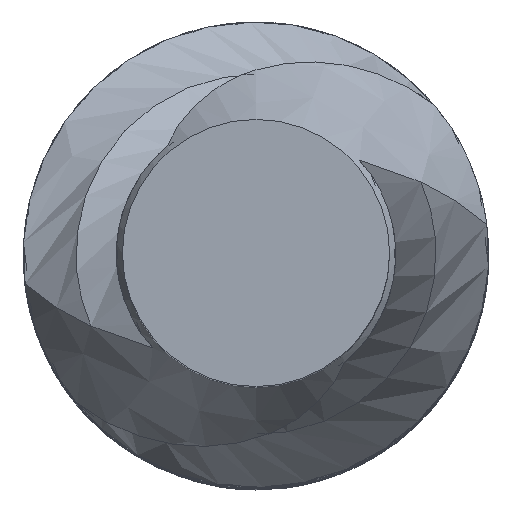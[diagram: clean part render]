
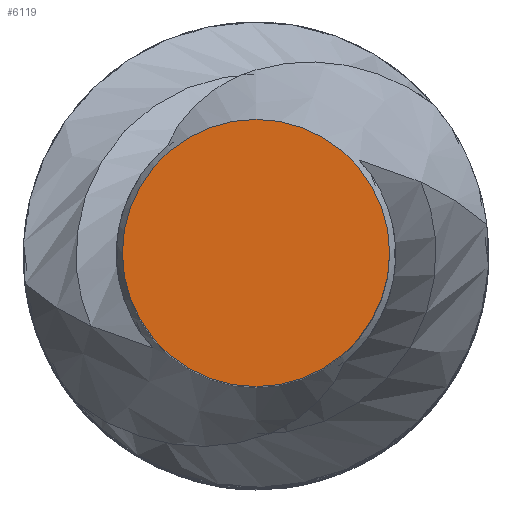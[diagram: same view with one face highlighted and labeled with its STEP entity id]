
A CAD part, top view. The second image highlights one B-rep face of the part: STEP entity #6119.
In plain terms, the highlighted planar face has unit normal (0, 0, 1).
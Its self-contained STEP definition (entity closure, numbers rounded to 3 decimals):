
#4870 = CYLINDRICAL_SURFACE('',#4871,22.);
#4871 = AXIS2_PLACEMENT_3D('',#4872,#4873,#4874);
#4872 = CARTESIAN_POINT('',(0.,0.,306.667));
#4873 = DIRECTION('',(-0.,-0.,-1.));
#4874 = DIRECTION('',(1.,0.,0.));
#5458 = VERTEX_POINT('',#5459);
#5459 = CARTESIAN_POINT('',(22.,0.,396.667));
#5480 = EDGE_CURVE('',#5458,#5458,#5481,.T.);
#5481 = SURFACE_CURVE('',#5482,(#5487,#5494),.PCURVE_S1.);
#5482 = CIRCLE('',#5483,22.);
#5483 = AXIS2_PLACEMENT_3D('',#5484,#5485,#5486);
#5484 = CARTESIAN_POINT('',(0.,0.,396.667));
#5485 = DIRECTION('',(0.,0.,1.));
#5486 = DIRECTION('',(1.,0.,0.));
#5487 = PCURVE('',#4870,#5488);
#5488 = DEFINITIONAL_REPRESENTATION('',(#5489),#5493);
#5489 = LINE('',#5490,#5491);
#5490 = CARTESIAN_POINT('',(-0.,-90.));
#5491 = VECTOR('',#5492,1.);
#5492 = DIRECTION('',(-1.,0.));
#5493 = ( GEOMETRIC_REPRESENTATION_CONTEXT(2) 
PARAMETRIC_REPRESENTATION_CONTEXT() REPRESENTATION_CONTEXT('2D SPACE',''
  ) );
#5494 = PCURVE('',#5495,#5500);
#5495 = PLANE('',#5496);
#5496 = AXIS2_PLACEMENT_3D('',#5497,#5498,#5499);
#5497 = CARTESIAN_POINT('',(0.,0.,
    396.667));
#5498 = DIRECTION('',(0.,0.,1.));
#5499 = DIRECTION('',(1.,0.,-0.));
#5500 = DEFINITIONAL_REPRESENTATION('',(#5501),#5505);
#5501 = CIRCLE('',#5502,22.);
#5502 = AXIS2_PLACEMENT_2D('',#5503,#5504);
#5503 = CARTESIAN_POINT('',(0.,0.));
#5504 = DIRECTION('',(1.,0.));
#5505 = ( GEOMETRIC_REPRESENTATION_CONTEXT(2) 
PARAMETRIC_REPRESENTATION_CONTEXT() REPRESENTATION_CONTEXT('2D SPACE',''
  ) );
#6119 = ADVANCED_FACE('',(#6120),#5495,.T.);
#6120 = FACE_BOUND('',#6121,.T.);
#6121 = EDGE_LOOP('',(#6122));
#6122 = ORIENTED_EDGE('',*,*,#5480,.T.);
